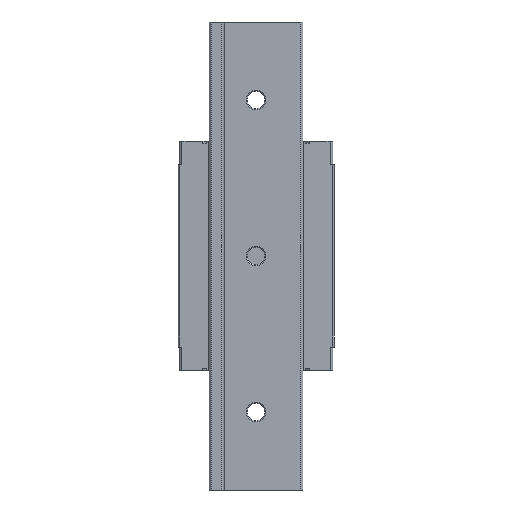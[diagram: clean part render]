
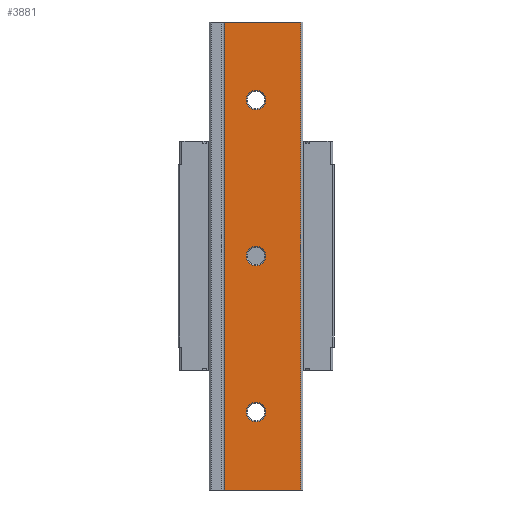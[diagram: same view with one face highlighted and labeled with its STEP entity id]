
A CAD part, front view. The second image highlights one B-rep face of the part: STEP entity #3881.
In plain terms, the highlighted planar face has unit normal (0, -1, 0).
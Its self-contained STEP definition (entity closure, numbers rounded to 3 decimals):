
#10 = ORIENTED_EDGE ( 'NONE', *, *, #9227, .T. ) ;
#246 = PLANE ( 'NONE',  #6947 ) ;
#289 = CARTESIAN_POINT ( 'NONE',  ( -8.067, -4., 0. ) ) ;
#307 = DIRECTION ( 'NONE',  ( 0., -1., 0. ) ) ;
#902 = DIRECTION ( 'NONE',  ( 0., 0., 1. ) ) ;
#1009 = AXIS2_PLACEMENT_3D ( 'NONE', #5000, #2730, #902 ) ;
#1054 = CARTESIAN_POINT ( 'NONE',  ( 0., -4., -120. ) ) ;
#1256 = ORIENTED_EDGE ( 'NONE', *, *, #11375, .T. ) ;
#1347 = VERTEX_POINT ( 'NONE', #2185 ) ;
#1419 = AXIS2_PLACEMENT_3D ( 'NONE', #11215, #8179, #2783 ) ;
#1641 = ORIENTED_EDGE ( 'NONE', *, *, #10820, .T. ) ;
#1678 = CARTESIAN_POINT ( 'NONE',  ( 0., -4., -100. ) ) ;
#2042 = LINE ( 'NONE', #9167, #10599 ) ;
#2071 = FACE_BOUND ( 'NONE', #10603, .T. ) ;
#2169 = CARTESIAN_POINT ( 'NONE',  ( 0., -4., -100. ) ) ;
#2185 = CARTESIAN_POINT ( 'NONE',  ( 11.5, -4., 0. ) ) ;
#2277 = ORIENTED_EDGE ( 'NONE', *, *, #6668, .T. ) ;
#2315 = ORIENTED_EDGE ( 'NONE', *, *, #10073, .T. ) ;
#2552 = CIRCLE ( 'NONE', #4083, 2.5 ) ;
#2560 = VECTOR ( 'NONE', #3957, 1000. ) ;
#2570 = CARTESIAN_POINT ( 'NONE',  ( 0., -4., -57.5 ) ) ;
#2580 = DIRECTION ( 'NONE',  ( 0., 0., 1. ) ) ;
#2593 = EDGE_CURVE ( 'NONE', #8185, #4252, #7880, .T. ) ;
#2688 = DIRECTION ( 'NONE',  ( 1., 0., 0. ) ) ;
#2730 = DIRECTION ( 'NONE',  ( 0., 1., 0. ) ) ;
#2734 = CARTESIAN_POINT ( 'NONE',  ( 0., -4., -60. ) ) ;
#2783 = DIRECTION ( 'NONE',  ( 0., 0., 1. ) ) ;
#2856 = AXIS2_PLACEMENT_3D ( 'NONE', #2169, #3052, #4016 ) ;
#3052 = DIRECTION ( 'NONE',  ( 0., 1., 0. ) ) ;
#3160 = ORIENTED_EDGE ( 'NONE', *, *, #5854, .T. ) ;
#3612 = CIRCLE ( 'NONE', #7197, 2.5 ) ;
#3700 = CIRCLE ( 'NONE', #1419, 2.5 ) ;
#3747 = CARTESIAN_POINT ( 'NONE',  ( 0., -4., -120. ) ) ;
#3881 = ADVANCED_FACE ( 'NONE', ( #4746, #2071, #8491, #9140 ), #246, .T. ) ;
#3923 = DIRECTION ( 'NONE',  ( 1., 0., 0. ) ) ;
#3957 = DIRECTION ( 'NONE',  ( 1., 0., 0. ) ) ;
#4016 = DIRECTION ( 'NONE',  ( 0., 0., 1. ) ) ;
#4083 = AXIS2_PLACEMENT_3D ( 'NONE', #10829, #9135, #6063 ) ;
#4143 = VERTEX_POINT ( 'NONE', #5380 ) ;
#4252 = VERTEX_POINT ( 'NONE', #289 ) ;
#4290 = DIRECTION ( 'NONE',  ( 0., 0., 1. ) ) ;
#4297 = CARTESIAN_POINT ( 'NONE',  ( 11.5, -4., -120. ) ) ;
#4431 = DIRECTION ( 'NONE',  ( 0., 0., 1. ) ) ;
#4444 = VERTEX_POINT ( 'NONE', #4297 ) ;
#4509 = VERTEX_POINT ( 'NONE', #2570 ) ;
#4746 = FACE_BOUND ( 'NONE', #8312, .T. ) ;
#4958 = CIRCLE ( 'NONE', #2856, 2.5 ) ;
#5000 = CARTESIAN_POINT ( 'NONE',  ( 0., -4., -20. ) ) ;
#5091 = EDGE_LOOP ( 'NONE', ( #1256, #2315, #9491, #6845 ) ) ;
#5380 = CARTESIAN_POINT ( 'NONE',  ( 0., -4., -102.5 ) ) ;
#5486 = CARTESIAN_POINT ( 'NONE',  ( 0., -4., -22.5 ) ) ;
#5584 = EDGE_CURVE ( 'NONE', #4509, #5650, #3612, .T. ) ;
#5650 = VERTEX_POINT ( 'NONE', #7358 ) ;
#5854 = EDGE_CURVE ( 'NONE', #4143, #7119, #4958, .T. ) ;
#5903 = CIRCLE ( 'NONE', #7414, 2.5 ) ;
#6063 = DIRECTION ( 'NONE',  ( 0., 0., 1. ) ) ;
#6299 = CIRCLE ( 'NONE', #1009, 2.5 ) ;
#6531 = EDGE_LOOP ( 'NONE', ( #3160, #2277 ) ) ;
#6572 = VERTEX_POINT ( 'NONE', #8817 ) ;
#6614 = CARTESIAN_POINT ( 'NONE',  ( 0., -4., -97.5 ) ) ;
#6668 = EDGE_CURVE ( 'NONE', #7119, #4143, #5903, .T. ) ;
#6845 = ORIENTED_EDGE ( 'NONE', *, *, #2593, .F. ) ;
#6947 = AXIS2_PLACEMENT_3D ( 'NONE', #3747, #307, #3923 ) ;
#7119 = VERTEX_POINT ( 'NONE', #6614 ) ;
#7146 = CARTESIAN_POINT ( 'NONE',  ( 11.5, -4., 0. ) ) ;
#7197 = AXIS2_PLACEMENT_3D ( 'NONE', #2734, #8805, #4290 ) ;
#7325 = LINE ( 'NONE', #1054, #2560 ) ;
#7358 = CARTESIAN_POINT ( 'NONE',  ( 0., -4., -62.5 ) ) ;
#7414 = AXIS2_PLACEMENT_3D ( 'NONE', #1678, #8152, #2580 ) ;
#7448 = EDGE_CURVE ( 'NONE', #4252, #1347, #2042, .T. ) ;
#7874 = VECTOR ( 'NONE', #8725, 1000. ) ;
#7880 = LINE ( 'NONE', #8783, #7874 ) ;
#8152 = DIRECTION ( 'NONE',  ( 0., 1., 0. ) ) ;
#8179 = DIRECTION ( 'NONE',  ( 0., 1., 0. ) ) ;
#8185 = VERTEX_POINT ( 'NONE', #11017 ) ;
#8289 = ORIENTED_EDGE ( 'NONE', *, *, #5584, .T. ) ;
#8312 = EDGE_LOOP ( 'NONE', ( #10, #1641 ) ) ;
#8491 = FACE_BOUND ( 'NONE', #6531, .T. ) ;
#8725 = DIRECTION ( 'NONE',  ( 0., 0., 1. ) ) ;
#8783 = CARTESIAN_POINT ( 'NONE',  ( -8.067, -4., -120. ) ) ;
#8805 = DIRECTION ( 'NONE',  ( 0., 1., 0. ) ) ;
#8817 = CARTESIAN_POINT ( 'NONE',  ( 0., -4., -17.5 ) ) ;
#8996 = LINE ( 'NONE', #7146, #9916 ) ;
#9108 = ORIENTED_EDGE ( 'NONE', *, *, #10910, .T. ) ;
#9135 = DIRECTION ( 'NONE',  ( 0., 1., 0. ) ) ;
#9140 = FACE_OUTER_BOUND ( 'NONE', #5091, .T. ) ;
#9167 = CARTESIAN_POINT ( 'NONE',  ( 0., -4., 0. ) ) ;
#9227 = EDGE_CURVE ( 'NONE', #10260, #6572, #6299, .T. ) ;
#9491 = ORIENTED_EDGE ( 'NONE', *, *, #7448, .F. ) ;
#9916 = VECTOR ( 'NONE', #4431, 1000. ) ;
#10073 = EDGE_CURVE ( 'NONE', #4444, #1347, #8996, .T. ) ;
#10260 = VERTEX_POINT ( 'NONE', #5486 ) ;
#10599 = VECTOR ( 'NONE', #2688, 1000. ) ;
#10603 = EDGE_LOOP ( 'NONE', ( #9108, #8289 ) ) ;
#10820 = EDGE_CURVE ( 'NONE', #6572, #10260, #3700, .T. ) ;
#10829 = CARTESIAN_POINT ( 'NONE',  ( 0., -4., -60. ) ) ;
#10910 = EDGE_CURVE ( 'NONE', #5650, #4509, #2552, .T. ) ;
#11017 = CARTESIAN_POINT ( 'NONE',  ( -8.067, -4., -120. ) ) ;
#11215 = CARTESIAN_POINT ( 'NONE',  ( 0., -4., -20. ) ) ;
#11375 = EDGE_CURVE ( 'NONE', #8185, #4444, #7325, .T. ) ;
